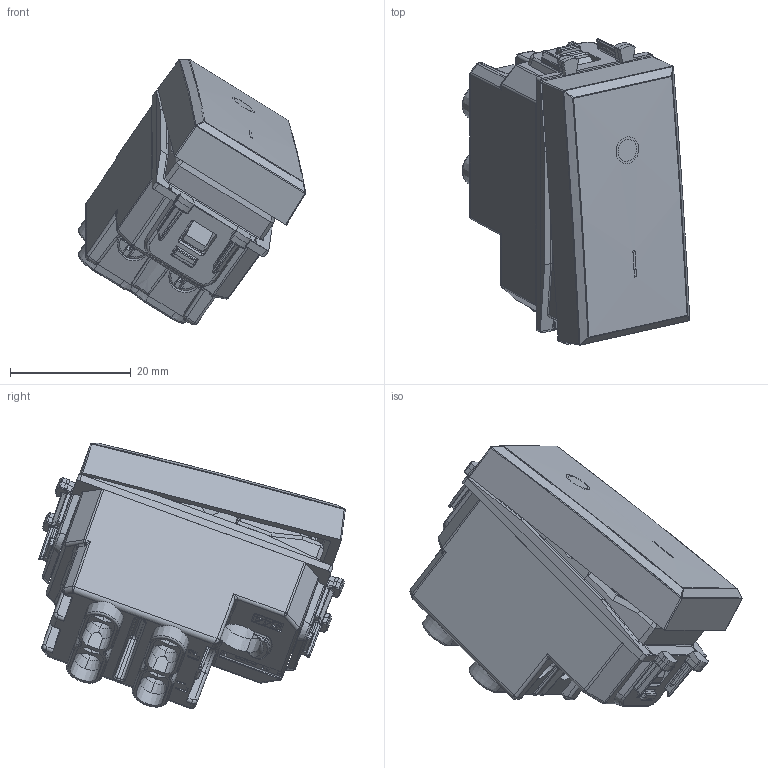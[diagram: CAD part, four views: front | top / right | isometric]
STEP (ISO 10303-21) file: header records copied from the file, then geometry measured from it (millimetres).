
FILE_DESCRIPTION(('CATIA V5 STEP Exchange'),'2;1');
FILE_NAME('442010RS-20A.stp','2024-02-15T13:29:02+00:00',('none'),('none'),'CATIA Version 5-6 Release 2016 SP6','CATIA V5 STEP AP203','none');
FILE_SCHEMA(('CONFIG_CONTROL_DESIGN'));
Length unit declared in the file: millimetre
Products named in the file (1): 442010RS-20A
Assembly tree (17 placements, depth 2):
  442010RS-20A
    #57
    #39609
    #90258
    #123533  x2
    #125134  x2
    #126821  x4
    #128734  x4
    #129678
    #137930
Bounding box: 37.75 x 50.82 x 44.08 mm (x, y, z)
Volume: 16623.3 mm3; surface area: 25144.8 mm2
Topology: 19 solids, 19 shells, 4579 faces, 12312 edges, 7660 vertices
Faces by surface type: plane 2389, cylinder 1214, bspline 431, cone 249, torus 136, sphere 116, extrusion 36, revolution 8
Entity records: 163082 total; most frequent: CARTESIAN_POINT 69961, ORIENTED_EDGE 22378, DIRECTION 13888, EDGE_CURVE 11189, VERTEX_POINT 7025, VECTOR 6330, LINE 6294, AXIS2_PLACEMENT_3D 4434
